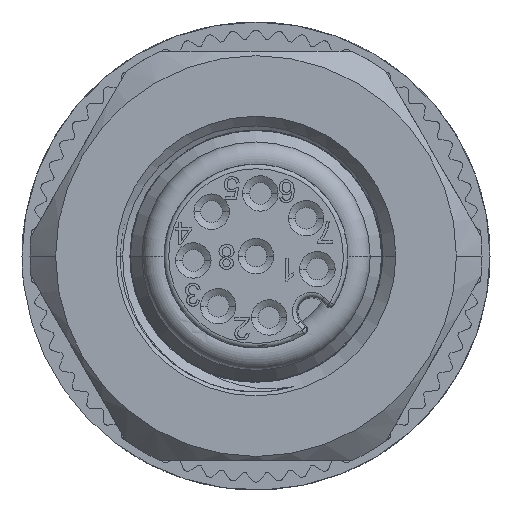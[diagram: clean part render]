
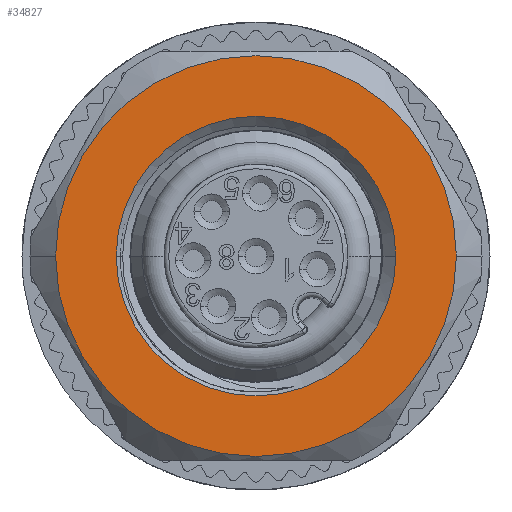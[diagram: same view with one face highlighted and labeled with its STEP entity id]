
A CAD part, front view. The second image highlights one B-rep face of the part: STEP entity #34827.
In plain terms, the highlighted planar face has unit normal (0, -1, 0).
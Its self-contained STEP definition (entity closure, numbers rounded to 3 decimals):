
#9594=CARTESIAN_POINT('',(0.,-8.95,0.));
#9595=DIRECTION('',(0.,1.,0.));
#9596=DIRECTION('',(-1.,0.,0.));
#9597=AXIS2_PLACEMENT_3D('',#9594,#9595,#9596);
#9599=CARTESIAN_POINT('',(0.,-8.95,0.));
#9600=DIRECTION('',(0.,1.,0.));
#9601=DIRECTION('',(1.,0.,0.));
#9602=AXIS2_PLACEMENT_3D('',#9599,#9600,#9601);
#9604=CARTESIAN_POINT('',(0.,-8.95,0.));
#9605=DIRECTION('',(0.,-1.,0.));
#9606=DIRECTION('',(1.,0.,0.));
#9607=AXIS2_PLACEMENT_3D('',#9604,#9605,#9606);
#9609=CARTESIAN_POINT('',(0.,-8.95,0.));
#9610=DIRECTION('',(0.,-1.,0.));
#9611=DIRECTION('',(0.,0.,1.));
#9612=AXIS2_PLACEMENT_3D('',#9609,#9610,#9611);
#9614=CARTESIAN_POINT('',(0.,-8.95,0.));
#9615=DIRECTION('',(0.,-1.,0.));
#9616=DIRECTION('',(-1.,0.,0.));
#9617=AXIS2_PLACEMENT_3D('',#9614,#9615,#9616);
#9619=CARTESIAN_POINT('',(0.,-8.95,0.));
#9620=DIRECTION('',(0.,-1.,0.));
#9621=DIRECTION('',(0.,0.,-1.));
#9622=AXIS2_PLACEMENT_3D('',#9619,#9620,#9621);
#15611=CARTESIAN_POINT('',(6.125,-8.95,0.));
#15612=VERTEX_POINT('',#15611);
#15613=CARTESIAN_POINT('',(0.,-8.95,-6.125));
#15614=VERTEX_POINT('',#15613);
#15615=CARTESIAN_POINT('',(-6.125,-8.95,0.));
#15616=VERTEX_POINT('',#15615);
#15617=CARTESIAN_POINT('',(0.,-8.95,6.125));
#15618=VERTEX_POINT('',#15617);
#15619=CARTESIAN_POINT('',(-8.779,-8.95,0.));
#15620=CARTESIAN_POINT('',(8.779,-8.95,0.));
#15621=VERTEX_POINT('',#15619);
#15622=VERTEX_POINT('',#15620);
#34807=CARTESIAN_POINT('',(0.,-8.95,0.));
#34808=DIRECTION('',(0.,1.,0.));
#34809=DIRECTION('',(1.,0.,0.));
#34810=AXIS2_PLACEMENT_3D('',#34807,#34808,#34809);
#34811=PLANE('',#34810);
#34813=ORIENTED_EDGE('',*,*,#34812,.T.);
#34814=ORIENTED_EDGE('',*,*,#34791,.T.);
#34815=EDGE_LOOP('',(#34813,#34814));
#34816=FACE_OUTER_BOUND('',#34815,.F.);
#34818=ORIENTED_EDGE('',*,*,#34817,.T.);
#34820=ORIENTED_EDGE('',*,*,#34819,.T.);
#34822=ORIENTED_EDGE('',*,*,#34821,.T.);
#34824=ORIENTED_EDGE('',*,*,#34823,.T.);
#34825=EDGE_LOOP('',(#34818,#34820,#34822,#34824));
#34826=FACE_BOUND('',#34825,.F.);
#34827=ADVANCED_FACE('',(#34816,#34826),#34811,.F.);
#9598=CIRCLE('',#9597,8.779);
#9603=CIRCLE('',#9602,8.779);
#9608=CIRCLE('',#9607,6.125);
#9613=CIRCLE('',#9612,6.125);
#9618=CIRCLE('',#9617,6.125);
#9623=CIRCLE('',#9622,6.125);
#34791=EDGE_CURVE('',#15622,#15621,#9603,.T.);
#34812=EDGE_CURVE('',#15621,#15622,#9598,.T.);
#34817=EDGE_CURVE('',#15612,#15618,#9608,.T.);
#34819=EDGE_CURVE('',#15618,#15616,#9613,.T.);
#34821=EDGE_CURVE('',#15616,#15614,#9618,.T.);
#34823=EDGE_CURVE('',#15614,#15612,#9623,.T.);
